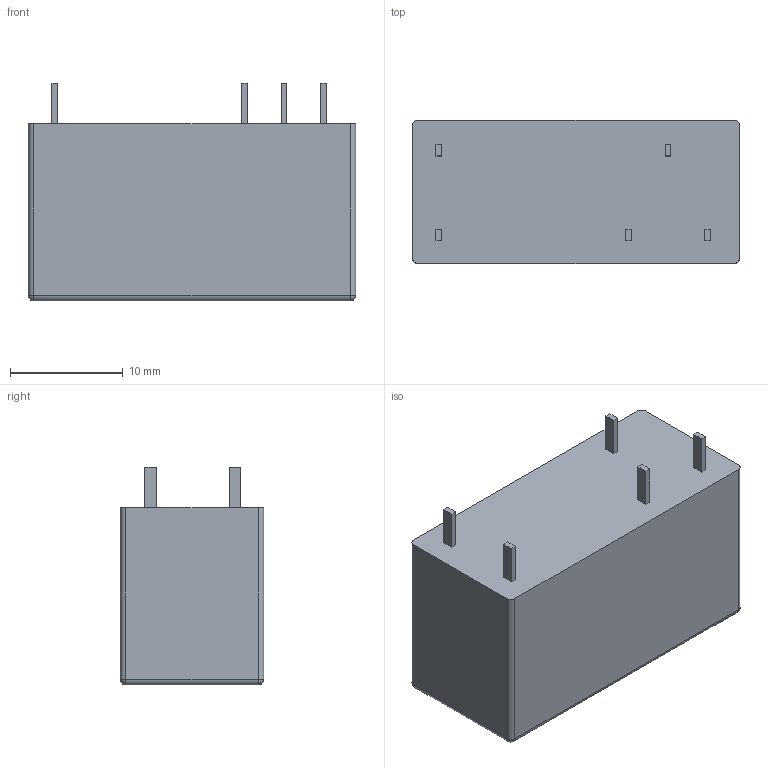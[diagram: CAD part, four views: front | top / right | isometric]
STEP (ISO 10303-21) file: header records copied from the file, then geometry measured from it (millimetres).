
FILE_DESCRIPTION((''),'2;1');
FILE_NAME('15228.2','2008-12-04T',('workeradm'),('Conta-Clip'),'PRO/ENGINEER BY PARAMETRIC TECHNOLOGY CORPORATION, 2005450','PRO/ENGINEER BY PARAMETRIC TECHNOLOGY CORPORATION, 2005450','');
FILE_SCHEMA(('CONFIG_CONTROL_DESIGN', 'GEOMETRIC_VALIDATION_PROPERTIES_MIM'));
Length unit declared in the file: millimetre
Products named in the file (1): 15228.2
Bounding box: 29 x 12.7 x 19.3 mm (x, y, z)
Volume: 5783.6 mm3; surface area: 2068.2 mm2
Topology: 1 solids, 1 shells, 43 faces, 96 edges, 60 vertices
Faces by surface type: plane 31, cylinder 8, sphere 4
Entity records: 1299 total; most frequent: CARTESIAN_POINT 200, DIRECTION 198, ORIENTED_EDGE 192, EDGE_CURVE 96, VECTOR 80, LINE 80, COLOUR_RGB 64, VERTEX_POINT 60
